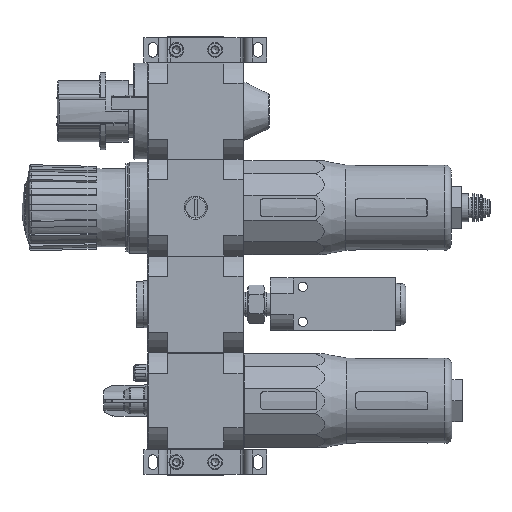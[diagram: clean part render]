
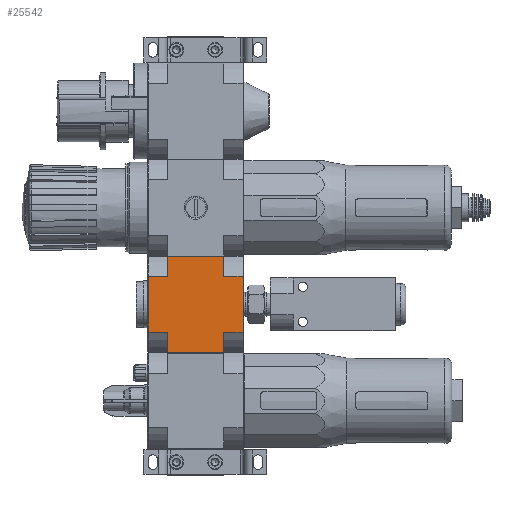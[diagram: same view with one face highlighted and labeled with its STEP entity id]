
A CAD part, left-side view. The second image highlights one B-rep face of the part: STEP entity #25542.
In plain terms, the highlighted face is planar.
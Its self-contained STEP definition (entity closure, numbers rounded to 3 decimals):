
#6510=ORIENTED_EDGE('',*,*,#11913,.T.);
#6511=ORIENTED_EDGE('',*,*,#11914,.T.);
#6512=ORIENTED_EDGE('',*,*,#11876,.T.);
#6513=ORIENTED_EDGE('',*,*,#11915,.T.);
#6514=ORIENTED_EDGE('',*,*,#11916,.T.);
#6515=ORIENTED_EDGE('',*,*,#11917,.T.);
#6516=ORIENTED_EDGE('',*,*,#11918,.T.);
#6517=ORIENTED_EDGE('',*,*,#11919,.T.);
#6518=ORIENTED_EDGE('',*,*,#11888,.F.);
#6519=ORIENTED_EDGE('',*,*,#11920,.T.);
#6520=ORIENTED_EDGE('',*,*,#11921,.T.);
#6521=ORIENTED_EDGE('',*,*,#11839,.F.);
#11839=EDGE_CURVE('',#14914,#14915,#16963,.T.);
#11876=EDGE_CURVE('',#14950,#14951,#16978,.T.);
#11888=EDGE_CURVE('',#14958,#14959,#16982,.T.);
#11913=EDGE_CURVE('',#14914,#14975,#16996,.T.);
#11914=EDGE_CURVE('',#14975,#14950,#16997,.F.);
#11915=EDGE_CURVE('',#14951,#14976,#16998,.T.);
#11916=EDGE_CURVE('',#14976,#14977,#16999,.T.);
#11917=EDGE_CURVE('',#14977,#14978,#17000,.T.);
#11918=EDGE_CURVE('',#14978,#14979,#17001,.T.);
#11919=EDGE_CURVE('',#14979,#14959,#17002,.F.);
#11920=EDGE_CURVE('',#14958,#14980,#17003,.T.);
#11921=EDGE_CURVE('',#14980,#14915,#17004,.T.);
#14914=VERTEX_POINT('',#50345);
#14915=VERTEX_POINT('',#50347);
#14950=VERTEX_POINT('',#50488);
#14951=VERTEX_POINT('',#50489);
#14958=VERTEX_POINT('',#50536);
#14959=VERTEX_POINT('',#50537);
#14975=VERTEX_POINT('',#50601);
#14976=VERTEX_POINT('',#50604);
#14977=VERTEX_POINT('',#50606);
#14978=VERTEX_POINT('',#50608);
#14979=VERTEX_POINT('',#50610);
#14980=VERTEX_POINT('',#50613);
#16963=LINE('',#50346,#18786);
#16978=LINE('',#50487,#18801);
#16982=LINE('',#50535,#18805);
#16996=LINE('',#50600,#18819);
#16997=LINE('',#50602,#18820);
#16998=LINE('',#50603,#18821);
#16999=LINE('',#50605,#18822);
#17000=LINE('',#50607,#18823);
#17001=LINE('',#50609,#18824);
#17002=LINE('',#50611,#18825);
#17003=LINE('',#50612,#18826);
#17004=LINE('',#50614,#18827);
#18786=VECTOR('',#41769,1000.);
#18801=VECTOR('',#41820,1000.);
#18805=VECTOR('',#41832,1000.);
#18819=VECTOR('',#41866,1000.);
#18820=VECTOR('',#41867,1000.);
#18821=VECTOR('',#41868,1000.);
#18822=VECTOR('',#41869,1000.);
#18823=VECTOR('',#41870,1000.);
#18824=VECTOR('',#41871,1000.);
#18825=VECTOR('',#41872,1000.);
#18826=VECTOR('',#41873,1000.);
#18827=VECTOR('',#41874,1000.);
#20880=EDGE_LOOP('',(#6510,#6511,#6512,#6513,#6514,#6515,#6516,#6517,#6518,
#6519,#6520,#6521));
#22907=FACE_BOUND('',#20880,.T.);
#24267=PLANE('',#36526);
#25542=ADVANCED_FACE('',(#22907),#24267,.F.);
#36526=AXIS2_PLACEMENT_3D('',#50599,#41864,#41865);
#41769=DIRECTION('',(0.,1.,0.));
#41820=DIRECTION('',(0.,0.,-1.));
#41832=DIRECTION('',(0.,0.,-1.));
#41864=DIRECTION('',(-1.,0.,0.));
#41865=DIRECTION('',(0.,0.,1.));
#41866=DIRECTION('',(0.,0.,-1.));
#41867=DIRECTION('',(0.,1.,0.));
#41868=DIRECTION('',(0.,1.,0.));
#41869=DIRECTION('',(0.,0.,-1.));
#41870=DIRECTION('',(0.,1.,0.));
#41871=DIRECTION('',(0.,0.,1.));
#41872=DIRECTION('',(0.,-1.,0.));
#41873=DIRECTION('',(0.,-1.,0.));
#41874=DIRECTION('',(0.,0.,1.));
#50345=CARTESIAN_POINT('',(27.5,-16.,27.5));
#50346=CARTESIAN_POINT('',(27.5,-27.,27.5));
#50347=CARTESIAN_POINT('',(27.5,16.,27.5));
#50487=CARTESIAN_POINT('',(27.5,-27.,27.5));
#50488=CARTESIAN_POINT('',(27.5,-27.,15.869));
#50489=CARTESIAN_POINT('',(27.5,-27.,-15.869));
#50535=CARTESIAN_POINT('',(27.5,27.,27.5));
#50536=CARTESIAN_POINT('',(27.5,27.,15.869));
#50537=CARTESIAN_POINT('',(27.5,27.,-15.869));
#50599=CARTESIAN_POINT('',(27.5,-27.,27.5));
#50600=CARTESIAN_POINT('',(27.5,-16.,27.5));
#50601=CARTESIAN_POINT('',(27.5,-16.,15.869));
#50602=CARTESIAN_POINT('',(27.5,-16.,15.869));
#50603=CARTESIAN_POINT('',(27.5,-16.,-15.869));
#50604=CARTESIAN_POINT('',(27.5,-16.,-15.869));
#50605=CARTESIAN_POINT('',(27.5,-16.,27.5));
#50606=CARTESIAN_POINT('',(27.5,-16.,-27.5));
#50607=CARTESIAN_POINT('',(27.5,-27.,-27.5));
#50608=CARTESIAN_POINT('',(27.5,16.,-27.5));
#50609=CARTESIAN_POINT('',(27.5,16.,27.5));
#50610=CARTESIAN_POINT('',(27.5,16.,-15.869));
#50611=CARTESIAN_POINT('',(27.5,16.,-15.869));
#50612=CARTESIAN_POINT('',(27.5,16.,15.869));
#50613=CARTESIAN_POINT('',(27.5,16.,15.869));
#50614=CARTESIAN_POINT('',(27.5,16.,27.5));
